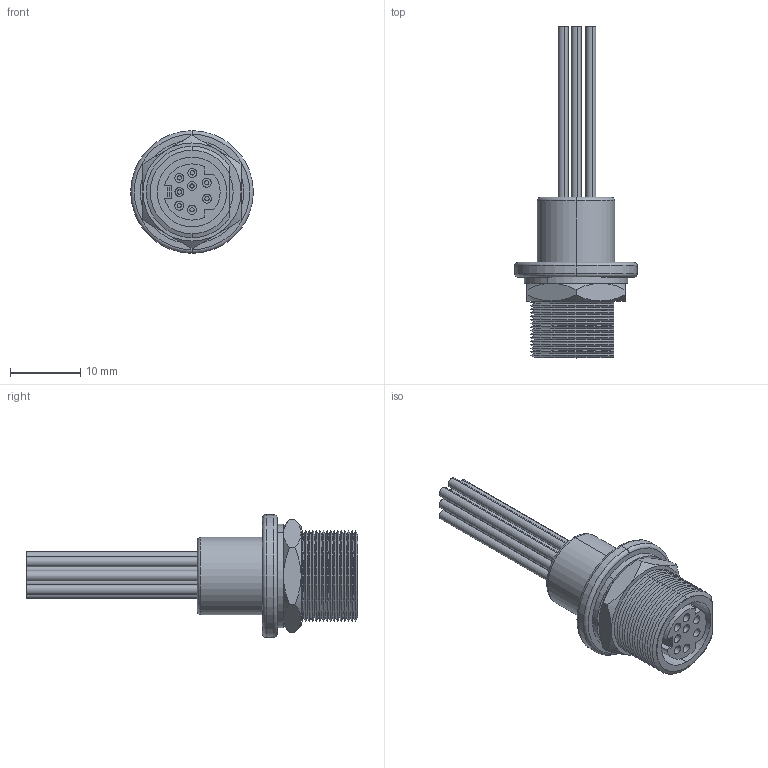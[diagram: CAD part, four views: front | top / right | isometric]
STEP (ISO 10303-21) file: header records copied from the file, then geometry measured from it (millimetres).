
FILE_DESCRIPTION (( 'STEP AP214' ), '1' );
FILE_NAME ('MD88FJR.STEP', '2019-06-27T19:52:43', ( '' ), ( '' ), 'SwSTEP 2.0', 'SolidWorks 2018', '' );
FILE_SCHEMA (( 'AUTOMOTIVE_DESIGN' ));
Length unit declared in the file: inch
Products named in the file (7): 3AC03-002; 3AA02-008; 3AB11-001_8 pin_no marking; MD88FJR; 3AB10-001_MD88FJR; 3AA03-005; MD88FJR-MA1
Assembly tree (13 placements, depth 2):
  MD88FJR
    3AB10-001_MD88FJR
    3AA03-005
    3AA02-008
    3AB11-001_8 pin_no marking
    3AC03-002  x8
    MD88FJR-MA1
Bounding box: 17.45 x 47.24 x 17.45 mm (x, y, z)
Volume: 2682.7 mm3; surface area: 5592.7 mm2
Topology: 13 solids, 13 shells, 612 faces, 1507 edges, 954 vertices
Faces by surface type: plane 197, cylinder 194, cone 147, bspline 68, torus 6
Entity records: 21935 total; most frequent: CARTESIAN_POINT 7758, ORIENTED_EDGE 2846, DIRECTION 2620, EDGE_CURVE 1423, AXIS2_PLACEMENT_3D 936, VERTEX_POINT 898, VECTOR 748, LINE 748
